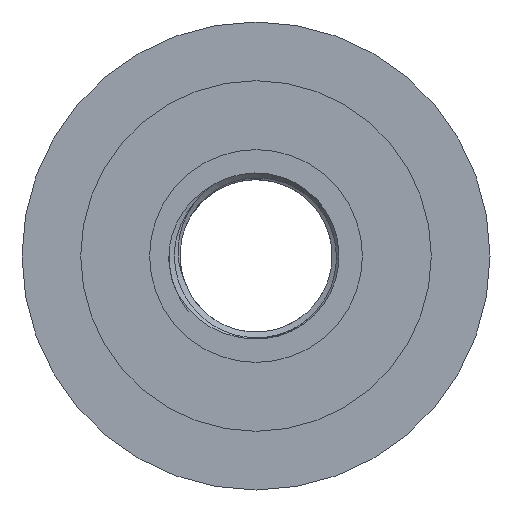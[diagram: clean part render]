
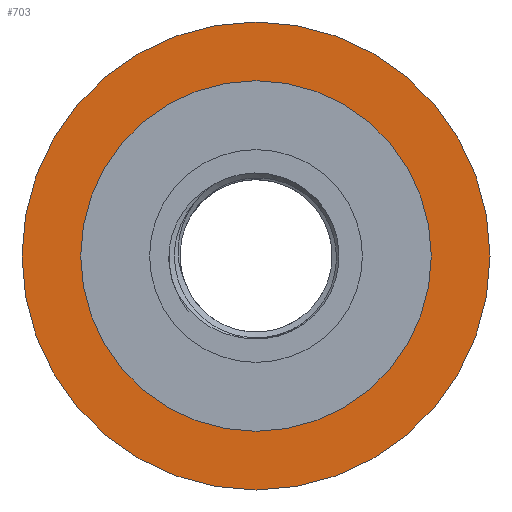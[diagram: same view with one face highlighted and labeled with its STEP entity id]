
A CAD part, left-side view. The second image highlights one B-rep face of the part: STEP entity #703.
In plain terms, the highlighted planar face has unit normal (-1, 0, 0).
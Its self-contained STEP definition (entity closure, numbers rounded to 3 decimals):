
#703 = ADVANCED_FACE ( 'NONE', ( #5114, #6892 ), #7836, .T. ) ;
#732 = CARTESIAN_POINT ( 'NONE',  ( 0., 0., 27.5 ) ) ;
#767 = AXIS2_PLACEMENT_3D ( 'NONE', #6454, #4453, #6404 ) ;
#905 = EDGE_LOOP ( 'NONE', ( #3694 ) ) ;
#1167 = CARTESIAN_POINT ( 'NONE',  ( 0., 0., 0. ) ) ;
#1529 = ORIENTED_EDGE ( 'NONE', *, *, #1735, .T. ) ;
#1735 = EDGE_CURVE ( 'NONE', #6957, #6957, #5507, .T. ) ;
#2740 = CARTESIAN_POINT ( 'NONE',  ( 0., 0., 0. ) ) ;
#2816 = DIRECTION ( 'NONE',  ( 0., 0., 1. ) ) ;
#3042 = DIRECTION ( 'NONE',  ( 1., 0., 0. ) ) ;
#3341 = CARTESIAN_POINT ( 'NONE',  ( 0., 0., -20.6 ) ) ;
#3694 = ORIENTED_EDGE ( 'NONE', *, *, #3715, .T. ) ;
#3715 = EDGE_CURVE ( 'NONE', #4970, #4970, #6192, .T. ) ;
#4453 = DIRECTION ( 'NONE',  ( -1., 0., 0. ) ) ;
#4970 = VERTEX_POINT ( 'NONE', #3341 ) ;
#5114 = FACE_BOUND ( 'NONE', #905, .T. ) ;
#5277 = AXIS2_PLACEMENT_3D ( 'NONE', #1167, #3042, #7444 ) ;
#5507 = CIRCLE ( 'NONE', #767, 27.5 ) ;
#6192 = CIRCLE ( 'NONE', #5277, 20.6 ) ;
#6404 = DIRECTION ( 'NONE',  ( 0., 0., 1. ) ) ;
#6454 = CARTESIAN_POINT ( 'NONE',  ( 0., 0., 0. ) ) ;
#6892 = FACE_OUTER_BOUND ( 'NONE', #7853, .T. ) ;
#6957 = VERTEX_POINT ( 'NONE', #732 ) ;
#7131 = AXIS2_PLACEMENT_3D ( 'NONE', #2740, #7886, #2816 ) ;
#7444 = DIRECTION ( 'NONE',  ( 0., 0., -1. ) ) ;
#7836 = PLANE ( 'NONE',  #7131 ) ;
#7853 = EDGE_LOOP ( 'NONE', ( #1529 ) ) ;
#7886 = DIRECTION ( 'NONE',  ( -1., 0., 0. ) ) ;
